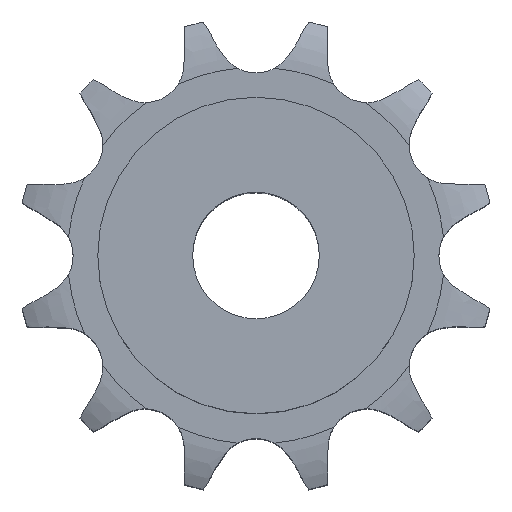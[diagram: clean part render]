
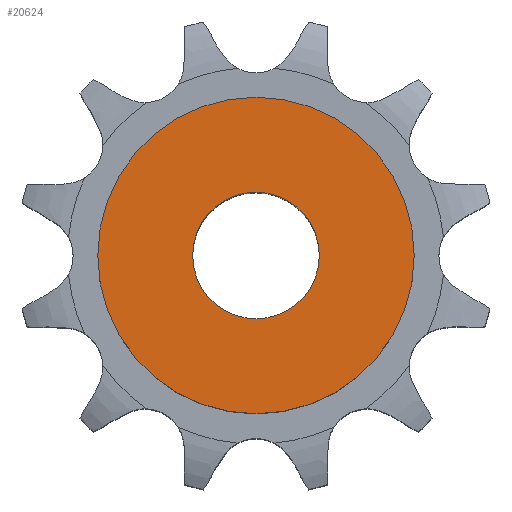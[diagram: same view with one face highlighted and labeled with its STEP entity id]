
A CAD part, top view. The second image highlights one B-rep face of the part: STEP entity #20624.
In plain terms, the highlighted planar face has unit normal (0, 0, 1).
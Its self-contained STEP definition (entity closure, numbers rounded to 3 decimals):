
#11149 = CYLINDRICAL_SURFACE('',#11150,7.);
#11150 = AXIS2_PLACEMENT_3D('',#11151,#11152,#11153);
#11151 = CARTESIAN_POINT('',(0.,0.,100.273));
#11152 = DIRECTION('',(0.,0.,1.));
#11153 = DIRECTION('',(1.,0.,0.));
#14121 = EDGE_CURVE('',#14122,#14122,#14124,.T.);
#14122 = VERTEX_POINT('',#14123);
#14123 = CARTESIAN_POINT('',(7.,0.,50.));
#14124 = SURFACE_CURVE('',#14125,(#14130,#14137),.PCURVE_S1.);
#14125 = CIRCLE('',#14126,7.);
#14126 = AXIS2_PLACEMENT_3D('',#14127,#14128,#14129);
#14127 = CARTESIAN_POINT('',(0.,0.,50.));
#14128 = DIRECTION('',(0.,0.,1.));
#14129 = DIRECTION('',(1.,0.,0.));
#14130 = PCURVE('',#11149,#14131);
#14131 = DEFINITIONAL_REPRESENTATION('',(#14132),#14136);
#14132 = LINE('',#14133,#14134);
#14133 = CARTESIAN_POINT('',(0.,-50.273));
#14134 = VECTOR('',#14135,1.);
#14135 = DIRECTION('',(1.,0.));
#14136 = ( GEOMETRIC_REPRESENTATION_CONTEXT(2) 
PARAMETRIC_REPRESENTATION_CONTEXT() REPRESENTATION_CONTEXT('2D SPACE',''
  ) );
#14137 = PCURVE('',#14138,#14143);
#14138 = PLANE('',#14139);
#14139 = AXIS2_PLACEMENT_3D('',#14140,#14141,#14142);
#14140 = CARTESIAN_POINT('',(0.,0.,50.)
  );
#14141 = DIRECTION('',(0.,0.,1.));
#14142 = DIRECTION('',(1.,0.,0.));
#14143 = DEFINITIONAL_REPRESENTATION('',(#14144),#14148);
#14144 = CIRCLE('',#14145,7.);
#14145 = AXIS2_PLACEMENT_2D('',#14146,#14147);
#14146 = CARTESIAN_POINT('',(0.,0.));
#14147 = DIRECTION('',(1.,0.));
#14148 = ( GEOMETRIC_REPRESENTATION_CONTEXT(2) 
PARAMETRIC_REPRESENTATION_CONTEXT() REPRESENTATION_CONTEXT('2D SPACE',''
  ) );
#20624 = ADVANCED_FACE('',(#20625,#20656),#14138,.T.);
#20625 = FACE_BOUND('',#20626,.T.);
#20626 = EDGE_LOOP('',(#20627));
#20627 = ORIENTED_EDGE('',*,*,#20628,.T.);
#20628 = EDGE_CURVE('',#20629,#20629,#20631,.T.);
#20629 = VERTEX_POINT('',#20630);
#20630 = CARTESIAN_POINT('',(17.5,0.,50.));
#20631 = SURFACE_CURVE('',#20632,(#20637,#20644),.PCURVE_S1.);
#20632 = CIRCLE('',#20633,17.5);
#20633 = AXIS2_PLACEMENT_3D('',#20634,#20635,#20636);
#20634 = CARTESIAN_POINT('',(0.,0.,50.));
#20635 = DIRECTION('',(0.,0.,1.));
#20636 = DIRECTION('',(1.,0.,0.));
#20637 = PCURVE('',#14138,#20638);
#20638 = DEFINITIONAL_REPRESENTATION('',(#20639),#20643);
#20639 = CIRCLE('',#20640,17.5);
#20640 = AXIS2_PLACEMENT_2D('',#20641,#20642);
#20641 = CARTESIAN_POINT('',(0.,0.));
#20642 = DIRECTION('',(1.,0.));
#20643 = ( GEOMETRIC_REPRESENTATION_CONTEXT(2) 
PARAMETRIC_REPRESENTATION_CONTEXT() REPRESENTATION_CONTEXT('2D SPACE',''
  ) );
#20644 = PCURVE('',#20645,#20650);
#20645 = CYLINDRICAL_SURFACE('',#20646,17.5);
#20646 = AXIS2_PLACEMENT_3D('',#20647,#20648,#20649);
#20647 = CARTESIAN_POINT('',(0.,0.,0.));
#20648 = DIRECTION('',(-0.,-0.,-1.));
#20649 = DIRECTION('',(1.,0.,0.));
#20650 = DEFINITIONAL_REPRESENTATION('',(#20651),#20655);
#20651 = LINE('',#20652,#20653);
#20652 = CARTESIAN_POINT('',(-0.,-50.));
#20653 = VECTOR('',#20654,1.);
#20654 = DIRECTION('',(-1.,0.));
#20655 = ( GEOMETRIC_REPRESENTATION_CONTEXT(2) 
PARAMETRIC_REPRESENTATION_CONTEXT() REPRESENTATION_CONTEXT('2D SPACE',''
  ) );
#20656 = FACE_BOUND('',#20657,.T.);
#20657 = EDGE_LOOP('',(#20658));
#20658 = ORIENTED_EDGE('',*,*,#14121,.F.);
